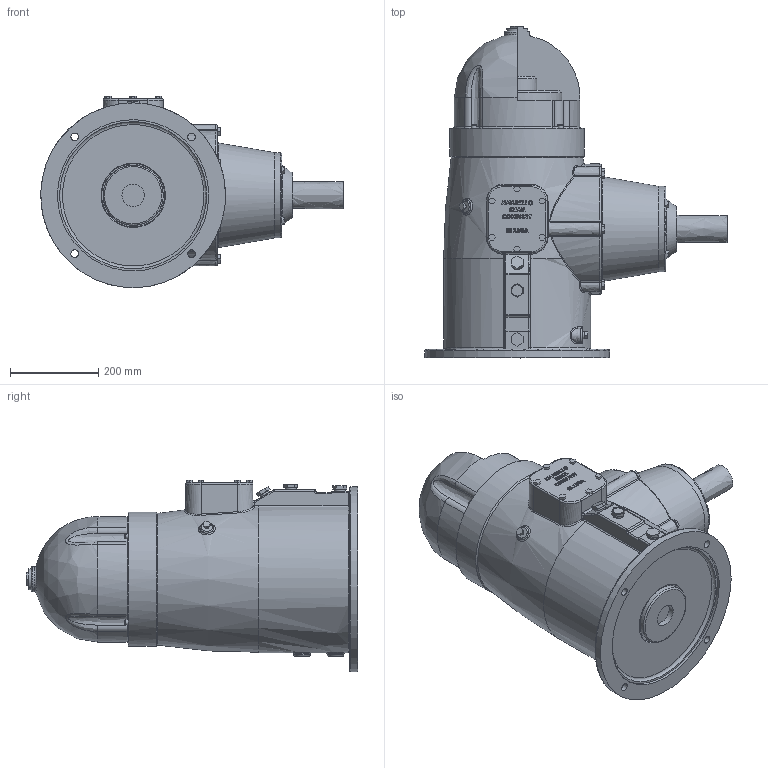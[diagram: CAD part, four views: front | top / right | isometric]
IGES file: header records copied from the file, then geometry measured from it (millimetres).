
Global section: file name: No Iges File Name specified; native system: Autodesk Inventor 2013; preprocessor: AutoDesk Inventor Iges Exporter R2013; author: michaela; date: 20140109.121254; units: inch
Bounding box: 685.57 x 752.59 x 433.81 mm (x, y, z)
Volume: 62922815.2 mm3; surface area: 1205131.9 mm2
Topology: 1 solids, 1 shells, 845 faces, 2114 edges, 1354 vertices
Faces by surface type: bspline 845
